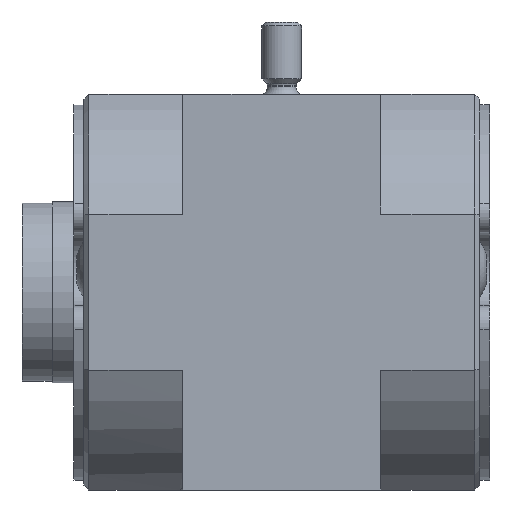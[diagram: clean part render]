
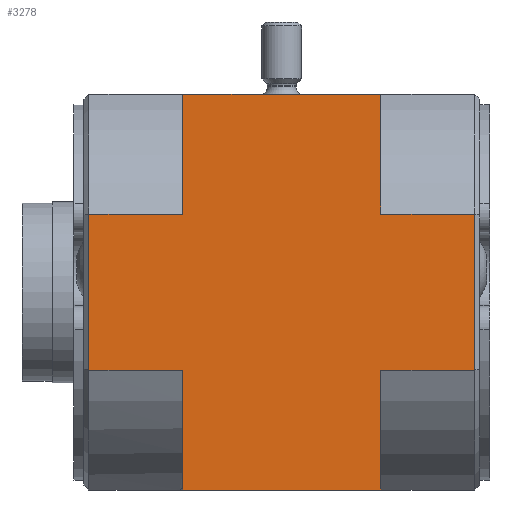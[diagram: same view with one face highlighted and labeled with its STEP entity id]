
A CAD part, left-side view. The second image highlights one B-rep face of the part: STEP entity #3278.
In plain terms, the highlighted planar face has unit normal (-1, 0, 0).
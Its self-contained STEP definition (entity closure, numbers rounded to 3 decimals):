
#173=LINE('',#5465,#339);
#174=LINE('',#5474,#340);
#181=LINE('',#5536,#347);
#185=LINE('',#5583,#351);
#189=LINE('',#5623,#355);
#190=LINE('',#5626,#356);
#191=LINE('',#5627,#357);
#192=LINE('',#5629,#358);
#193=LINE('',#5631,#359);
#194=LINE('',#5633,#360);
#195=LINE('',#5635,#361);
#196=LINE('',#5636,#362);
#339=VECTOR('',#4105,1000.);
#340=VECTOR('',#4110,1000.);
#347=VECTOR('',#4133,1000.);
#351=VECTOR('',#4145,1000.);
#355=VECTOR('',#4157,1000.);
#356=VECTOR('',#4158,1000.);
#357=VECTOR('',#4159,1000.);
#358=VECTOR('',#4160,1000.);
#359=VECTOR('',#4161,1000.);
#360=VECTOR('',#4162,1000.);
#361=VECTOR('',#4163,1000.);
#362=VECTOR('',#4164,1000.);
#499=PLANE('',#3600);
#931=ORIENTED_EDGE('',*,*,#1863,.T.);
#932=ORIENTED_EDGE('',*,*,#1864,.T.);
#933=ORIENTED_EDGE('',*,*,#1840,.F.);
#934=ORIENTED_EDGE('',*,*,#1865,.T.);
#935=ORIENTED_EDGE('',*,*,#1866,.T.);
#936=ORIENTED_EDGE('',*,*,#1867,.F.);
#937=ORIENTED_EDGE('',*,*,#1868,.T.);
#938=ORIENTED_EDGE('',*,*,#1869,.T.);
#939=ORIENTED_EDGE('',*,*,#1852,.T.);
#940=ORIENTED_EDGE('',*,*,#1825,.T.);
#941=ORIENTED_EDGE('',*,*,#1822,.T.);
#942=ORIENTED_EDGE('',*,*,#1870,.T.);
#1822=EDGE_CURVE('',#2278,#2277,#173,.T.);
#1825=EDGE_CURVE('',#2280,#2278,#174,.T.);
#1840=EDGE_CURVE('',#2292,#2293,#181,.T.);
#1852=EDGE_CURVE('',#2300,#2280,#185,.T.);
#1863=EDGE_CURVE('',#2304,#2305,#189,.T.);
#1864=EDGE_CURVE('',#2305,#2293,#190,.F.);
#1865=EDGE_CURVE('',#2292,#2306,#191,.T.);
#1866=EDGE_CURVE('',#2306,#2307,#192,.T.);
#1867=EDGE_CURVE('',#2308,#2307,#193,.T.);
#1868=EDGE_CURVE('',#2308,#2309,#194,.T.);
#1869=EDGE_CURVE('',#2309,#2300,#195,.F.);
#1870=EDGE_CURVE('',#2277,#2304,#196,.T.);
#2277=VERTEX_POINT('',#5464);
#2278=VERTEX_POINT('',#5466);
#2280=VERTEX_POINT('',#5475);
#2292=VERTEX_POINT('',#5535);
#2293=VERTEX_POINT('',#5537);
#2300=VERTEX_POINT('',#5584);
#2304=VERTEX_POINT('',#5624);
#2305=VERTEX_POINT('',#5625);
#2306=VERTEX_POINT('',#5628);
#2307=VERTEX_POINT('',#5630);
#2308=VERTEX_POINT('',#5632);
#2309=VERTEX_POINT('',#5634);
#2632=EDGE_LOOP('',(#931,#932,#933,#934,#935,#936,#937,#938,#939,#940,#941,
#942));
#2929=FACE_BOUND('',#2632,.T.);
#3278=ADVANCED_FACE('',(#2929),#499,.F.);
#3600=AXIS2_PLACEMENT_3D('',#5622,#4155,#4156);
#4105=DIRECTION('',(0.,0.,-1.));
#4110=DIRECTION('',(0.,-1.,0.));
#4133=DIRECTION('',(0.,0.,-1.));
#4145=DIRECTION('',(0.,0.,-1.));
#4155=DIRECTION('',(1.,0.,0.));
#4156=DIRECTION('',(0.,0.,-1.));
#4157=DIRECTION('',(0.,0.,1.));
#4158=DIRECTION('',(0.,1.,0.));
#4159=DIRECTION('',(0.,1.,0.));
#4160=DIRECTION('',(0.,0.,1.));
#4161=DIRECTION('',(0.,-1.,0.));
#4162=DIRECTION('',(0.,0.,-1.));
#4163=DIRECTION('',(0.,-1.,0.));
#4164=DIRECTION('',(0.,-1.,0.));
#5464=CARTESIAN_POINT('',(-20.,10.,-20.));
#5465=CARTESIAN_POINT('',(-20.,10.,20.));
#5466=CARTESIAN_POINT('',(-20.,10.,-7.89));
#5474=CARTESIAN_POINT('',(-20.,10.,-7.89));
#5475=CARTESIAN_POINT('',(-20.,19.5,-7.89));
#5535=CARTESIAN_POINT('',(-20.,-19.5,7.89));
#5536=CARTESIAN_POINT('',(-20.,-19.5,20.));
#5537=CARTESIAN_POINT('',(-20.,-19.5,-7.89));
#5583=CARTESIAN_POINT('',(-20.,19.5,20.));
#5584=CARTESIAN_POINT('',(-20.,19.5,7.89));
#5622=CARTESIAN_POINT('',(-20.,19.5,20.));
#5623=CARTESIAN_POINT('',(-20.,-10.,20.));
#5624=CARTESIAN_POINT('',(-20.,-10.,-20.));
#5625=CARTESIAN_POINT('',(-20.,-10.,-7.89));
#5626=CARTESIAN_POINT('',(-20.,-10.,-7.89));
#5627=CARTESIAN_POINT('',(-20.,-10.,7.89));
#5628=CARTESIAN_POINT('',(-20.,-10.,7.89));
#5629=CARTESIAN_POINT('',(-20.,-10.,20.));
#5630=CARTESIAN_POINT('',(-20.,-10.,20.));
#5631=CARTESIAN_POINT('',(-20.,19.5,20.));
#5632=CARTESIAN_POINT('',(-20.,10.,20.));
#5633=CARTESIAN_POINT('',(-20.,10.,20.));
#5634=CARTESIAN_POINT('',(-20.,10.,7.89));
#5635=CARTESIAN_POINT('',(-20.,10.,7.89));
#5636=CARTESIAN_POINT('',(-20.,19.5,-20.));
